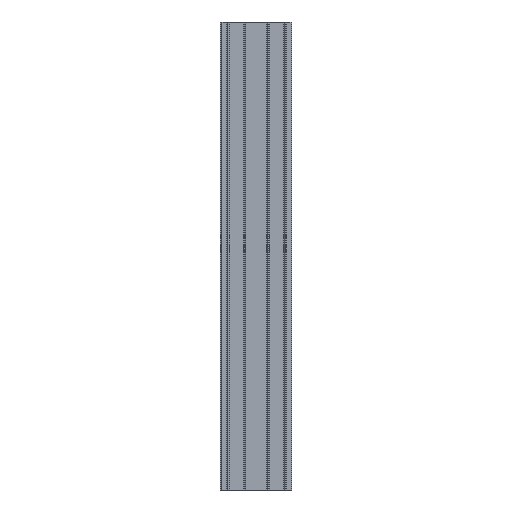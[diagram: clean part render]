
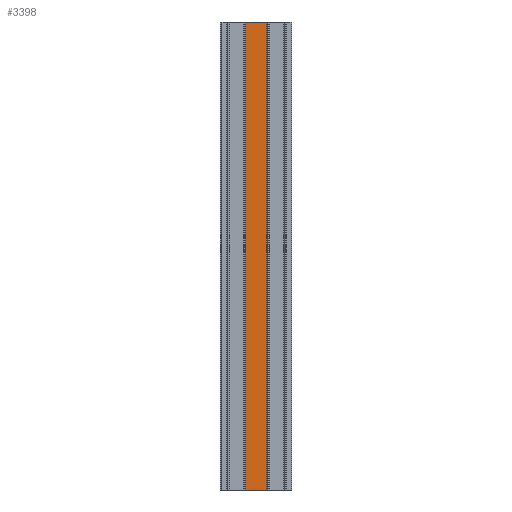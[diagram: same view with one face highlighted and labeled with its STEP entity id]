
A CAD part, front view. The second image highlights one B-rep face of the part: STEP entity #3398.
In plain terms, the highlighted planar face has unit normal (0, -1, 0).
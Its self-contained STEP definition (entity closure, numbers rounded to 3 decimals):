
#222 = CARTESIAN_POINT ( 'NONE',  ( 688.231, 701.454, 1000. ) ) ;
#236 = DIRECTION ( 'NONE',  ( 1., 0., 0. ) ) ;
#250 = DIRECTION ( 'NONE',  ( 0., 0., -1. ) ) ;
#254 = CARTESIAN_POINT ( 'NONE',  ( 733.231, 701.454, 1000. ) ) ;
#259 = DIRECTION ( 'NONE',  ( 1., 0., 0. ) ) ;
#262 = CARTESIAN_POINT ( 'NONE',  ( 733.231, 701.454, 1000. ) ) ;
#268 = DIRECTION ( 'NONE',  ( 0., 0., -1. ) ) ;
#281 = CARTESIAN_POINT ( 'NONE',  ( 688.231, 701.454, 1000. ) ) ;
#287 = CARTESIAN_POINT ( 'NONE',  ( 733.231, 701.454, 0. ) ) ;
#292 = CARTESIAN_POINT ( 'NONE',  ( 688.231, 701.454, 0. ) ) ;
#508 = CARTESIAN_POINT ( 'NONE',  ( 733.231, 701.454, 0. ) ) ;
#516 = CARTESIAN_POINT ( 'NONE',  ( 733.231, 701.454, 1000. ) ) ;
#894 = AXIS2_PLACEMENT_3D ( 'NONE', #2795, #2788, #2787 ) ;
#1125 = EDGE_CURVE ( 'NONE', #1550, #1551, #3166, .T. ) ;
#1126 = EDGE_CURVE ( 'NONE', #1551, #1599, #3175, .T. ) ;
#1127 = EDGE_CURVE ( 'NONE', #1550, #1593, #3162, .T. ) ;
#1128 = EDGE_CURVE ( 'NONE', #1593, #1599, #3160, .T. ) ;
#1318 = EDGE_LOOP ( 'NONE', ( #1937, #1963, #2042, #1984 ) ) ;
#1550 = VERTEX_POINT ( 'NONE', #222 ) ;
#1551 = VERTEX_POINT ( 'NONE', #292 ) ;
#1593 = VERTEX_POINT ( 'NONE', #516 ) ;
#1599 = VERTEX_POINT ( 'NONE', #508 ) ;
#1937 = ORIENTED_EDGE ( 'NONE', *, *, #1126, .T. ) ;
#1963 = ORIENTED_EDGE ( 'NONE', *, *, #1128, .F. ) ;
#1984 = ORIENTED_EDGE ( 'NONE', *, *, #1125, .T. ) ;
#2042 = ORIENTED_EDGE ( 'NONE', *, *, #1127, .F. ) ;
#2787 = DIRECTION ( 'NONE',  ( -1., 0., 0. ) ) ;
#2788 = DIRECTION ( 'NONE',  ( 0., 1., 0. ) ) ;
#2791 = PLANE ( 'NONE',  #894 ) ;
#2795 = CARTESIAN_POINT ( 'NONE',  ( 733.231, 701.454, 1000. ) ) ;
#2989 = FACE_OUTER_BOUND ( 'NONE', #1318, .T. ) ;
#3157 = VECTOR ( 'NONE', #250, 1000. ) ;
#3159 = VECTOR ( 'NONE', #259, 1000. ) ;
#3160 = LINE ( 'NONE', #254, #3157 ) ;
#3161 = VECTOR ( 'NONE', #236, 1000. ) ;
#3162 = LINE ( 'NONE', #262, #3159 ) ;
#3163 = VECTOR ( 'NONE', #268, 1000. ) ;
#3166 = LINE ( 'NONE', #281, #3163 ) ;
#3175 = LINE ( 'NONE', #287, #3161 ) ;
#3398 = ADVANCED_FACE ( 'NONE', ( #2989 ), #2791, .F. ) ;
